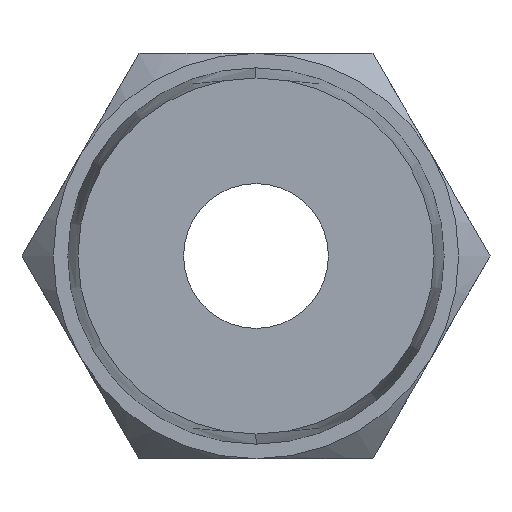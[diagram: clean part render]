
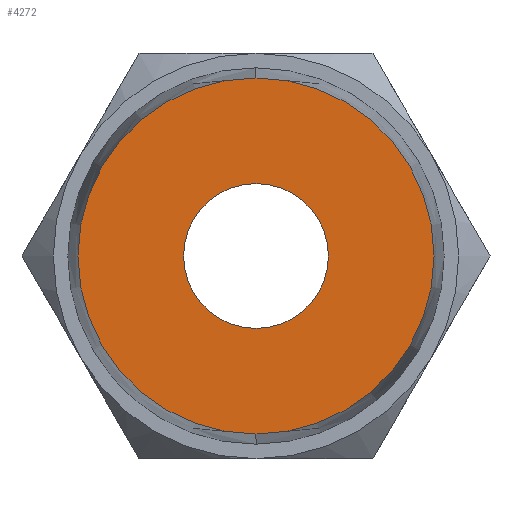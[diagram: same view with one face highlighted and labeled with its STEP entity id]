
A CAD part, left-side view. The second image highlights one B-rep face of the part: STEP entity #4272.
In plain terms, the highlighted planar face has unit normal (-1, 0, 0).
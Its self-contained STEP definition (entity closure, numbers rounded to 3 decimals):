
#174 = DIRECTION ( 'NONE',  ( 0., 0., 1. ) ) ;
#212 = CARTESIAN_POINT ( 'NONE',  ( 0., 0., 0. ) ) ;
#233 = CIRCLE ( 'NONE', #4727, 2.5 ) ;
#236 = DIRECTION ( 'NONE',  ( 0., 0., -1. ) ) ;
#301 = VERTEX_POINT ( 'NONE', #485 ) ;
#485 = CARTESIAN_POINT ( 'NONE',  ( 0., 0., -6.15 ) ) ;
#617 = DIRECTION ( 'NONE',  ( -1., 0., 0. ) ) ;
#637 = FACE_OUTER_BOUND ( 'NONE', #2029, .T. ) ;
#948 = VERTEX_POINT ( 'NONE', #1195 ) ;
#1195 = CARTESIAN_POINT ( 'NONE',  ( 0., 0., 6.15 ) ) ;
#1301 = CIRCLE ( 'NONE', #4109, 6.15 ) ;
#1365 = CARTESIAN_POINT ( 'NONE',  ( 0., 0., 0. ) ) ;
#1439 = DIRECTION ( 'NONE',  ( 0., 0., 1. ) ) ;
#1589 = CIRCLE ( 'NONE', #2153, 6.15 ) ;
#1638 = CARTESIAN_POINT ( 'NONE',  ( 0., 0., 2.5 ) ) ;
#1715 = EDGE_CURVE ( 'NONE', #948, #301, #1301, .T. ) ;
#1736 = AXIS2_PLACEMENT_3D ( 'NONE', #4908, #2893, #236 ) ;
#1767 = FACE_BOUND ( 'NONE', #4604, .T. ) ;
#1836 = DIRECTION ( 'NONE',  ( 0., 0., -1. ) ) ;
#1843 = DIRECTION ( 'NONE',  ( 0., 0., -1. ) ) ;
#1970 = EDGE_CURVE ( 'NONE', #301, #948, #1589, .T. ) ;
#2029 = EDGE_LOOP ( 'NONE', ( #2575, #4922 ) ) ;
#2070 = AXIS2_PLACEMENT_3D ( 'NONE', #212, #4912, #1843 ) ;
#2153 = AXIS2_PLACEMENT_3D ( 'NONE', #4461, #4131, #1439 ) ;
#2403 = CARTESIAN_POINT ( 'NONE',  ( 0., 0., 0. ) ) ;
#2554 = EDGE_CURVE ( 'NONE', #3811, #4136, #233, .T. ) ;
#2575 = ORIENTED_EDGE ( 'NONE', *, *, #1970, .T. ) ;
#2893 = DIRECTION ( 'NONE',  ( 1., 0., 0. ) ) ;
#3046 = ORIENTED_EDGE ( 'NONE', *, *, #2554, .T. ) ;
#3214 = CARTESIAN_POINT ( 'NONE',  ( 0., 0., -2.5 ) ) ;
#3295 = PLANE ( 'NONE',  #2070 ) ;
#3346 = CIRCLE ( 'NONE', #1736, 2.5 ) ;
#3444 = EDGE_CURVE ( 'NONE', #4136, #3811, #3346, .T. ) ;
#3794 = ORIENTED_EDGE ( 'NONE', *, *, #3444, .T. ) ;
#3811 = VERTEX_POINT ( 'NONE', #1638 ) ;
#4109 = AXIS2_PLACEMENT_3D ( 'NONE', #1365, #617, #174 ) ;
#4131 = DIRECTION ( 'NONE',  ( -1., 0., 0. ) ) ;
#4136 = VERTEX_POINT ( 'NONE', #3214 ) ;
#4272 = ADVANCED_FACE ( 'NONE', ( #1767, #637 ), #3295, .F. ) ;
#4447 = DIRECTION ( 'NONE',  ( 1., 0., 0. ) ) ;
#4461 = CARTESIAN_POINT ( 'NONE',  ( 0., 0., 0. ) ) ;
#4604 = EDGE_LOOP ( 'NONE', ( #3046, #3794 ) ) ;
#4727 = AXIS2_PLACEMENT_3D ( 'NONE', #2403, #4447, #1836 ) ;
#4908 = CARTESIAN_POINT ( 'NONE',  ( 0., 0., 0. ) ) ;
#4912 = DIRECTION ( 'NONE',  ( 1., 0., 0. ) ) ;
#4922 = ORIENTED_EDGE ( 'NONE', *, *, #1715, .T. ) ;
